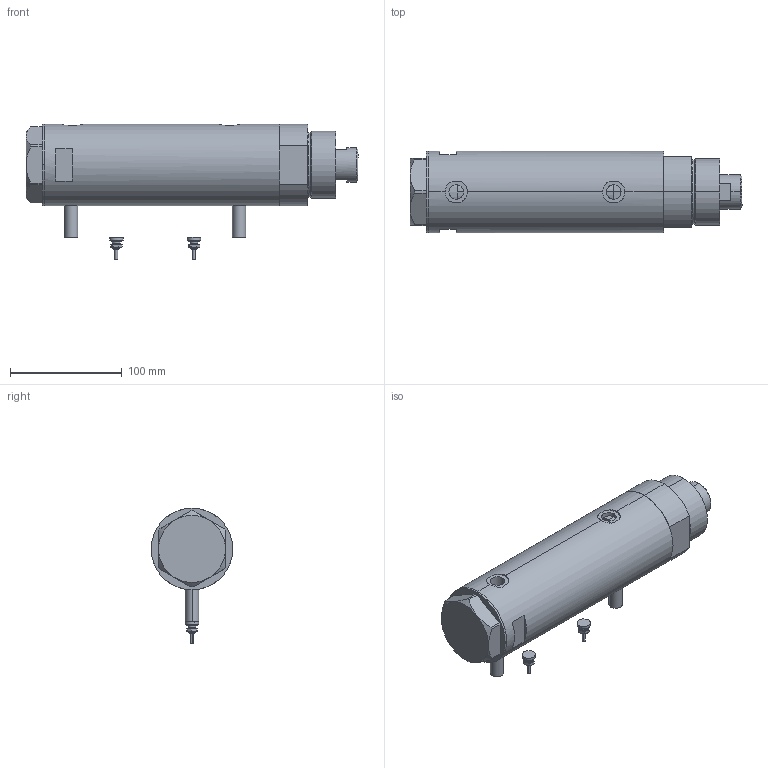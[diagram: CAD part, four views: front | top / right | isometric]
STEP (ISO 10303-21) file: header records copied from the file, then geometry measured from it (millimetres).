
FILE_DESCRIPTION (( 'STEP AP203' ), '1' );
FILE_NAME ('aa18.STEP', '2024-02-11T21:59:25', ( '' ), ( '' ), 'SwSTEP 2.0', 'SolidWorks 2019', '' );
FILE_SCHEMA (( 'CONFIG_CONTROL_DESIGN' ));
Length unit declared in the file: millimetre
Products named in the file (6): V270CG_MIDDLE 37d9b7e97c6f50ef1d7a15020f3226b1; V270CG_BACK 37d9b7e97c6f50ef1d7a15020f3226b1; aa18; V270CG_VC 37d9b7e97c6f50ef1d7a15020f3226b1; Switch 37d9b7e97c6f50ef1d7a15020f3226b1; V270CG_FRONT 37d9b7e97c6f50ef1d7a15020f3226b1
Assembly tree (6 placements, depth 2):
  aa18
    V270CG_MIDDLE 37d9b7e97c6f50ef1d7a15020f3226b1
    V270CG_BACK 37d9b7e97c6f50ef1d7a15020f3226b1
    V270CG_FRONT 37d9b7e97c6f50ef1d7a15020f3226b1
    V270CG_VC 37d9b7e97c6f50ef1d7a15020f3226b1
    Switch 37d9b7e97c6f50ef1d7a15020f3226b1  x2
Bounding box: 297.5 x 73 x 121.5 mm (x, y, z)
Volume: 1064777.6 mm3; surface area: 173956 mm2
Topology: 6 solids, 6 shells, 212 faces, 465 edges, 283 vertices
Faces by surface type: plane 77, cylinder 71, cone 40, torus 24
Entity records: 5917 total; most frequent: CARTESIAN_POINT 1541, DIRECTION 831, ORIENTED_EDGE 738, EDGE_CURVE 369, AXIS2_PLACEMENT_3D 349, VERTEX_POINT 227, EDGE_LOOP 188, CIRCLE 174
